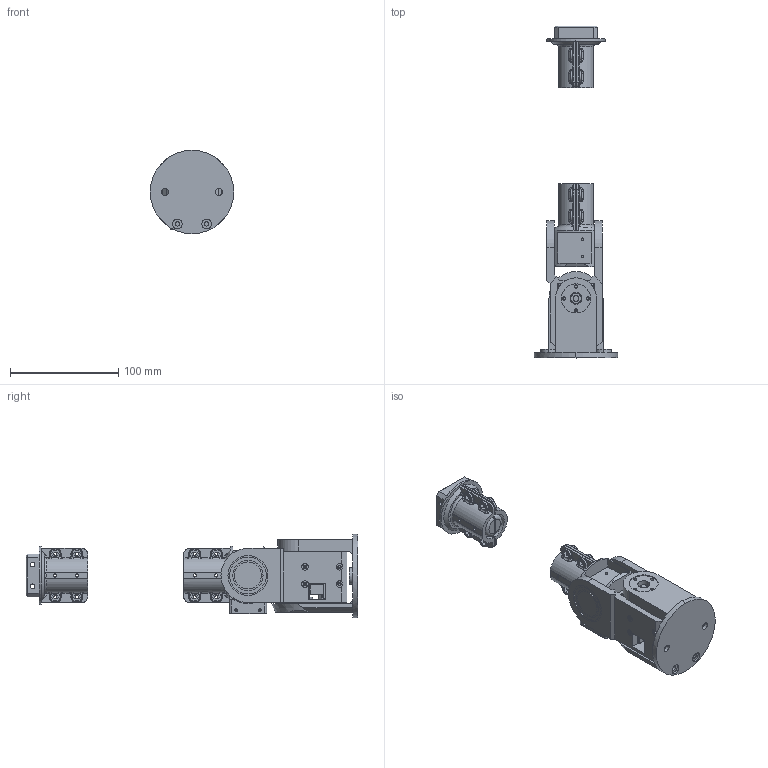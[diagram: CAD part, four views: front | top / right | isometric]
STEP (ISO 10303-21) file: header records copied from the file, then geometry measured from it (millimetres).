
FILE_DESCRIPTION((''),'2;1');
FILE_NAME('OBMP-FWM-A-1600_ASM','2023-11-07T17:25:00',('Ghasto'),(''),'CREO PARAMETRIC BY PTC INC, 2019164','CREO PARAMETRIC BY PTC INC, 2019164','');
FILE_SCHEMA(('CONFIG_CONTROL_DESIGN'));
Length unit declared in the file: millimetre
Products named in the file (10): OBMP-FMW-A-1610; OBMP-FWM-A-1620; XM_H-430_IDLER; 6805-ZZ; OBMP-FWM-A-1630; OBMP-FWM-A-1640; XM_H-540_IDLE; OBMP-FWM-A-1660; OBMP-FWM-A-1670; OBMP-FWM-A-1600_ASM
Assembly tree (10 placements, depth 2):
  OBMP-FWM-A-1600_ASM
    OBMP-FMW-A-1610
    OBMP-FWM-A-1620
    XM_H-430_IDLER
    6805-ZZ  x2
    OBMP-FWM-A-1630
    OBMP-FWM-A-1640
    XM_H-540_IDLE
    OBMP-FWM-A-1660
    OBMP-FWM-A-1670
Bounding box: 77.03 x 307 x 77.03 mm (x, y, z)
Volume: 394926.5 mm3; surface area: 145828.4 mm2
Topology: 10 solids, 11 shells, 1754 faces, 4277 edges, 2676 vertices
Faces by surface type: plane 688, cylinder 646, cone 242, bspline 111, torus 67
Entity records: 57637 total; most frequent: CARTESIAN_POINT 16326, DIRECTION 8674, ORIENTED_EDGE 8414, EDGE_CURVE 4207, AXIS2_PLACEMENT_3D 3231, VERTEX_POINT 2652, VECTOR 2212, LINE 2212
